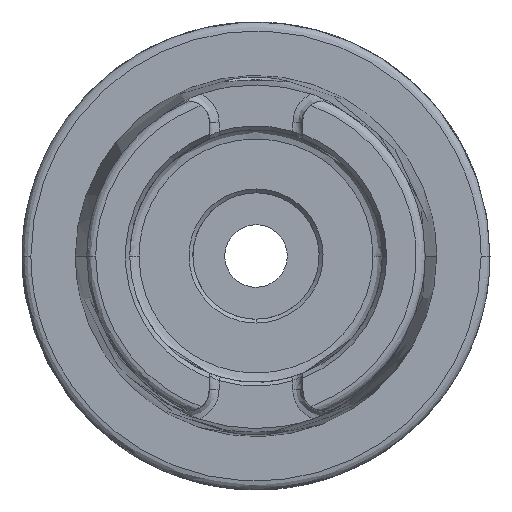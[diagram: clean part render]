
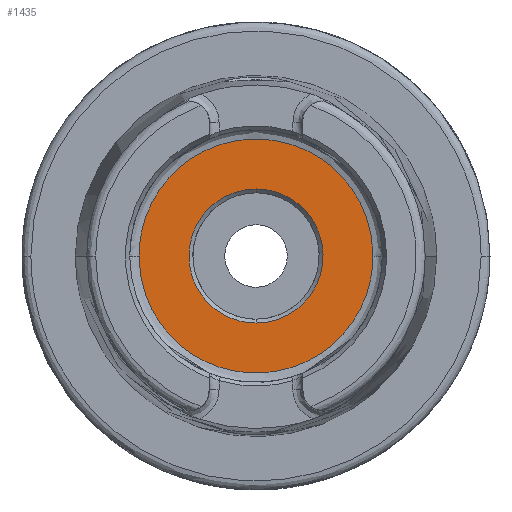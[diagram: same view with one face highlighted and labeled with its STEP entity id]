
A CAD part, left-side view. The second image highlights one B-rep face of the part: STEP entity #1435.
In plain terms, the highlighted free-form (B-spline) face has degree [1, 1] with [2, 2] control points.
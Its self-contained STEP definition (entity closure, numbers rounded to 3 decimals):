
#2 = CARTESIAN_POINT ( 'NONE',  ( 10., -7.934, -13.762 ) ) ;
#63 = CARTESIAN_POINT ( 'NONE',  ( 10., 13.762, -7.934 ) ) ;
#97 = CARTESIAN_POINT ( 'NONE',  ( 10., 15.75, 0. ) ) ;
#115 = CARTESIAN_POINT ( 'NONE',  ( 10., 2.063, 15.75 ) ) ;
#154 = VERTEX_POINT ( 'NONE', #3870 ) ;
#380 = B_SPLINE_CURVE_WITH_KNOTS ( 'NONE', 3,
 ( #812, #6537, #2259, #7256, #2948, #7960, #3673, #8675, #4395, #115, #5120, #842, #5841, #1561, #6567, #2289, #7297, #2979 ),
 .UNSPECIFIED., .F., .F.,
 ( 4, 2, 2, 2, 2, 2, 2, 2, 4 ),
 ( 0., 0.393, 0.785, 1.178, 1.571, 1.963, 2.356, 2.749, 3.142 ),
 .UNSPECIFIED. ) ;
#448 = CARTESIAN_POINT ( 'NONE',  ( 10., -15.75, -2.063 ) ) ;
#476 = EDGE_CURVE ( 'NONE', #3970, #5889, #2191, .T. ) ;
#728 = CARTESIAN_POINT ( 'NONE',  ( 10., -12.596, -9.678 ) ) ;
#794 = CARTESIAN_POINT ( 'NONE',  ( 10., 15.341, -4.121 ) ) ;
#812 = CARTESIAN_POINT ( 'NONE',  ( 10., -15.75, 0. ) ) ;
#842 = CARTESIAN_POINT ( 'NONE',  ( 10., 7.934, 13.762 ) ) ;
#1245 = B_SPLINE_SURFACE_WITH_KNOTS ( 'NONE', 1, 1, ( 
 ( #5644, #4993 ),
 ( #5718, #1434 ) ),
 .UNSPECIFIED., .F., .F., .F.,
 ( 2, 2 ),
 ( 2, 2 ),
 ( 0., 1. ),
 ( 0., 1. ),
 .UNSPECIFIED. ) ;
#1366 = ORIENTED_EDGE ( 'NONE', *, *, #476, .T. ) ;
#1434 = CARTESIAN_POINT ( 'NONE',  ( 10., -15.939, 15.939 ) ) ;
#1435 = ADVANCED_FACE ( 'NONE', ( #7529, #2027 ), #1245, .T. ) ;
#1451 = CARTESIAN_POINT ( 'NONE',  ( 10., -15.341, -4.121 ) ) ;
#1481 = CARTESIAN_POINT ( 'NONE',  ( 10., -2.063, -15.75 ) ) ;
#1561 = CARTESIAN_POINT ( 'NONE',  ( 10., 12.596, 9.678 ) ) ;
#1749 = CARTESIAN_POINT ( 'NONE',  ( 10., -18.05, -9.025 ) ) ;
#2027 = FACE_OUTER_BOUND ( 'NONE', #6964, .T. ) ;
#2058 = CARTESIAN_POINT ( 'NONE',  ( 10., 15.75, 0. ) ) ;
#2191 = B_SPLINE_CURVE_WITH_KNOTS ( 'NONE', 3,
 ( #97, #7841, #794, #63, #8626, #3630, #7909, #2210, #6489, #1481, #8561, #2, #4287, #728, #6456, #1451, #448, #7094 ),
 .UNSPECIFIED., .F., .F.,
 ( 4, 2, 2, 2, 2, 2, 2, 2, 4 ),
 ( 0., 0.393, 0.785, 1.178, 1.571, 1.963, 2.356, 2.749, 3.142 ),
 .UNSPECIFIED. ) ;
#2210 = CARTESIAN_POINT ( 'NONE',  ( 10., 4.121, -15.341 ) ) ;
#2259 = CARTESIAN_POINT ( 'NONE',  ( 10., -15.341, 4.121 ) ) ;
#2289 = CARTESIAN_POINT ( 'NONE',  ( 10., 15.341, 4.121 ) ) ;
#2352 = CARTESIAN_POINT ( 'NONE',  ( 10., 9.025, 5.287 ) ) ;
#2365 = ORIENTED_EDGE ( 'NONE', *, *, #5666, .F. ) ;
#2459 = ORIENTED_EDGE ( 'NONE', *, *, #7246, .T. ) ;
#2598 =( BOUNDED_CURVE ( )  B_SPLINE_CURVE ( 3, ( #3171, #1749, #3895, #8882 ),
 .UNSPECIFIED., .F., .F. ) 
 B_SPLINE_CURVE_WITH_KNOTS ( ( 4, 4 ),
 ( -3.142, 0. ),
 .UNSPECIFIED. ) 
 CURVE ( )  GEOMETRIC_REPRESENTATION_ITEM ( )  RATIONAL_B_SPLINE_CURVE ( ( 1., 0.333, 0.333, 1. ) ) 
 REPRESENTATION_ITEM ( '' )  );
#2948 = CARTESIAN_POINT ( 'NONE',  ( 10., -12.596, 9.678 ) ) ;
#2979 = CARTESIAN_POINT ( 'NONE',  ( 10., 15.75, 0. ) ) ;
#3050 = CARTESIAN_POINT ( 'NONE',  ( 10., 9.025, -5.287 ) ) ;
#3171 = CARTESIAN_POINT ( 'NONE',  ( 10., 0., -9.025 ) ) ;
#3630 = CARTESIAN_POINT ( 'NONE',  ( 10., 9.678, -12.596 ) ) ;
#3673 = CARTESIAN_POINT ( 'NONE',  ( 10., -7.934, 13.762 ) ) ;
#3778 = CARTESIAN_POINT ( 'NONE',  ( 10., 0., -9.025 ) ) ;
#3870 = CARTESIAN_POINT ( 'NONE',  ( 10., 0., -9.025 ) ) ;
#3895 = CARTESIAN_POINT ( 'NONE',  ( 10., -18.05, 9.025 ) ) ;
#3970 = VERTEX_POINT ( 'NONE', #2058 ) ;
#4057 = CARTESIAN_POINT ( 'NONE',  ( 10., -15.75, 0. ) ) ;
#4287 = CARTESIAN_POINT ( 'NONE',  ( 10., -9.678, -12.596 ) ) ;
#4395 = CARTESIAN_POINT ( 'NONE',  ( 10., -2.063, 15.75 ) ) ;
#4432 = CARTESIAN_POINT ( 'NONE',  ( 10., 0., 9.025 ) ) ;
#4993 = CARTESIAN_POINT ( 'NONE',  ( 10., 15.939, 15.939 ) ) ;
#5120 = CARTESIAN_POINT ( 'NONE',  ( 10., 4.121, 15.341 ) ) ;
#5644 = CARTESIAN_POINT ( 'NONE',  ( 10., 15.939, -15.939 ) ) ;
#5666 = EDGE_CURVE ( 'NONE', #7080, #154, #8663, .T. ) ;
#5718 = CARTESIAN_POINT ( 'NONE',  ( 10., -15.939, -15.939 ) ) ;
#5841 = CARTESIAN_POINT ( 'NONE',  ( 10., 9.678, 12.596 ) ) ;
#5889 = VERTEX_POINT ( 'NONE', #4057 ) ;
#6456 = CARTESIAN_POINT ( 'NONE',  ( 10., -13.762, -7.934 ) ) ;
#6489 = CARTESIAN_POINT ( 'NONE',  ( 10., 2.063, -15.75 ) ) ;
#6490 = CARTESIAN_POINT ( 'NONE',  ( 10., 0., 9.025 ) ) ;
#6537 = CARTESIAN_POINT ( 'NONE',  ( 10., -15.75, 2.063 ) ) ;
#6567 = CARTESIAN_POINT ( 'NONE',  ( 10., 13.762, 7.934 ) ) ;
#6937 = EDGE_CURVE ( 'NONE', #154, #7080, #2598, .T. ) ;
#6964 = EDGE_LOOP ( 'NONE', ( #2459, #1366 ) ) ;
#7080 = VERTEX_POINT ( 'NONE', #6490 ) ;
#7094 = CARTESIAN_POINT ( 'NONE',  ( 10., -15.75, 0. ) ) ;
#7246 = EDGE_CURVE ( 'NONE', #5889, #3970, #380, .T. ) ;
#7256 = CARTESIAN_POINT ( 'NONE',  ( 10., -13.762, 7.934 ) ) ;
#7297 = CARTESIAN_POINT ( 'NONE',  ( 10., 15.75, 2.063 ) ) ;
#7361 = CARTESIAN_POINT ( 'NONE',  ( 10., 9.025, 0. ) ) ;
#7529 = FACE_BOUND ( 'NONE', #9127, .T. ) ;
#7841 = CARTESIAN_POINT ( 'NONE',  ( 10., 15.75, -2.063 ) ) ;
#7909 = CARTESIAN_POINT ( 'NONE',  ( 10., 7.934, -13.762 ) ) ;
#7960 = CARTESIAN_POINT ( 'NONE',  ( 10., -9.678, 12.596 ) ) ;
#8055 = CARTESIAN_POINT ( 'NONE',  ( 10., 5.287, -9.025 ) ) ;
#8561 = CARTESIAN_POINT ( 'NONE',  ( 10., -4.121, -15.341 ) ) ;
#8626 = CARTESIAN_POINT ( 'NONE',  ( 10., 12.596, -9.678 ) ) ;
#8663 =( BOUNDED_CURVE ( )  B_SPLINE_CURVE ( 3, ( #4432, #8708, #2352, #7361, #3050, #8055, #3778 ),
 .UNSPECIFIED., .F., .F. ) 
 B_SPLINE_CURVE_WITH_KNOTS ( ( 4, 3, 4 ),
 ( -3.142, -1.571, 0. ),
 .UNSPECIFIED. ) 
 CURVE ( )  GEOMETRIC_REPRESENTATION_ITEM ( )  RATIONAL_B_SPLINE_CURVE ( ( 1., 0.805, 0.805, 1., 0.805, 0.805, 1. ) ) 
 REPRESENTATION_ITEM ( '' )  );
#8675 = CARTESIAN_POINT ( 'NONE',  ( 10., -4.121, 15.341 ) ) ;
#8681 = ORIENTED_EDGE ( 'NONE', *, *, #6937, .F. ) ;
#8708 = CARTESIAN_POINT ( 'NONE',  ( 10., 5.287, 9.025 ) ) ;
#8882 = CARTESIAN_POINT ( 'NONE',  ( 10., 0., 9.025 ) ) ;
#9127 = EDGE_LOOP ( 'NONE', ( #2365, #8681 ) ) ;
